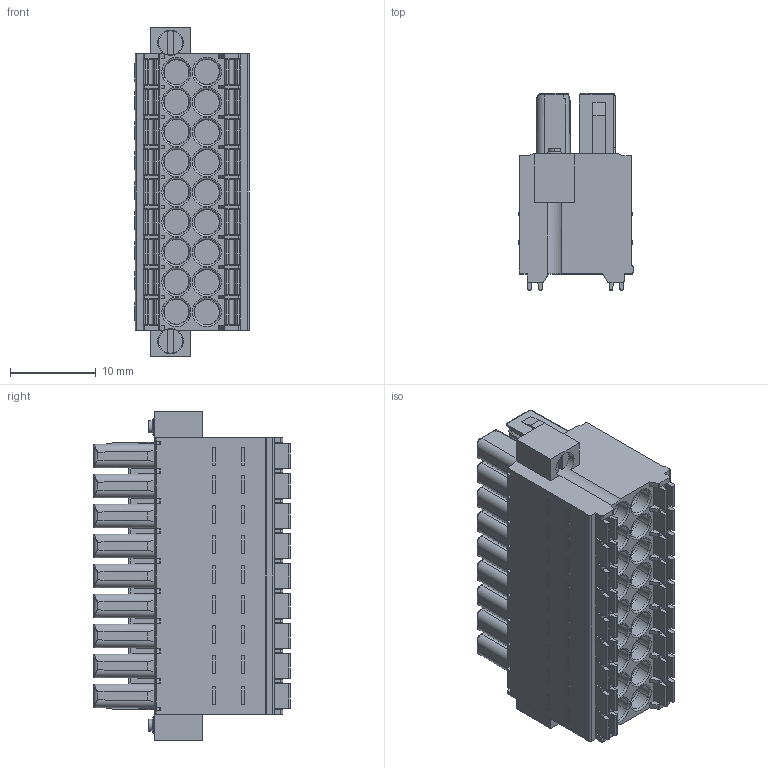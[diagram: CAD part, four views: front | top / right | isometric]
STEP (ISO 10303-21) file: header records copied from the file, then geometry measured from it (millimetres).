
FILE_DESCRIPTION((''),'2;1');
FILE_NAME('TLPSDW-010-1','2024-09-25T15:51:34',('sheji109'),(''),'CREO PARAMETRIC BY PTC INC, 2018100','CREO PARAMETRIC BY PTC INC, 2018100','');
FILE_SCHEMA(('CONFIG_CONTROL_DESIGN'));
Products named in the file (1): TLPSDW-010-1
Bounding box: 13.31 x 22.95 x 38.5 mm (x, y, z)
Volume: 7197.3 mm3; surface area: 5197.7 mm2
Topology: 1 solids, 1 shells, 1863 faces, 4968 edges, 3203 vertices
Faces by surface type: plane 1066, cylinder 469, bspline 178, cone 76, torus 74
Entity records: 66057 total; most frequent: CARTESIAN_POINT 21670, ORIENTED_EDGE 9936, DIRECTION 8079, EDGE_CURVE 4968, VERTEX_POINT 3203, VECTOR 3183, LINE 3183, AXIS2_PLACEMENT_3D 2448
